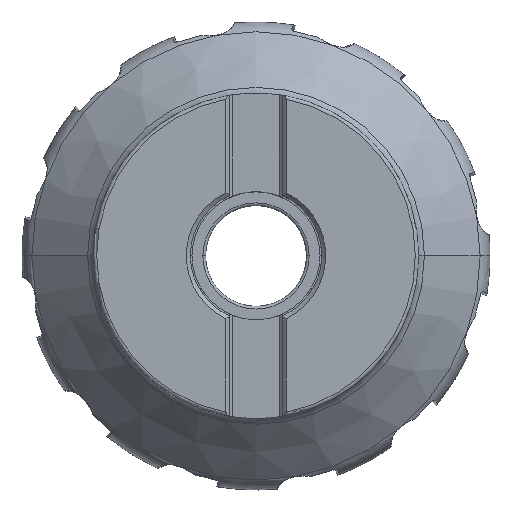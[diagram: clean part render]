
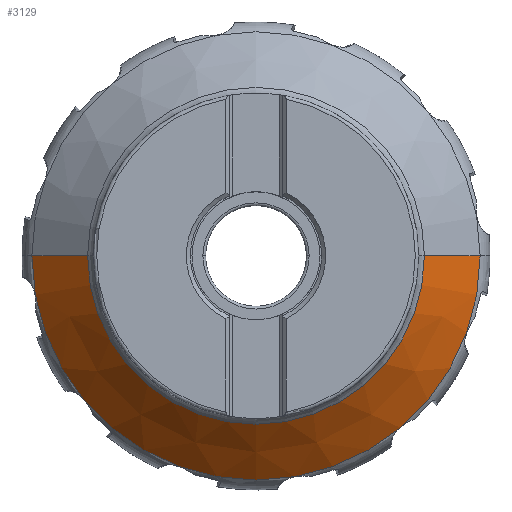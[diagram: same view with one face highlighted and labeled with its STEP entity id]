
A CAD part, top view. The second image highlights one B-rep face of the part: STEP entity #3129.
In plain terms, the highlighted conical face has half-angle 45 degrees and reference radius 58.408 mm.
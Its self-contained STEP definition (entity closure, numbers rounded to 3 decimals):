
#3129=ADVANCED_FACE('',(#4936),#3951,.T.);
#3951=CONICAL_SURFACE('',#31889,58.408,45.);
#4936=FACE_OUTER_BOUND('',#6718,.T.);
#6718=EDGE_LOOP('',(#17658,#17659,#17660,#17661));
#8364=LINE('',#93705,#9716);
#8365=LINE('',#93709,#9717);
#9716=VECTOR('',#37188,1.);
#9717=VECTOR('',#37191,1.);
#17658=ORIENTED_EDGE('',*,*,#25902,.T.);
#17659=ORIENTED_EDGE('',*,*,#26956,.F.);
#17660=ORIENTED_EDGE('',*,*,#26957,.F.);
#17661=ORIENTED_EDGE('',*,*,#26958,.T.);
#21918=VERTEX_POINT('',#51060);
#21919=VERTEX_POINT('',#51062);
#23096=VERTEX_POINT('',#93706);
#23097=VERTEX_POINT('',#93708);
#25902=EDGE_CURVE('',#21918,#21919,#28973,.T.);
#26956=EDGE_CURVE('',#23096,#21919,#8364,.T.);
#26957=EDGE_CURVE('',#23097,#23096,#29143,.T.);
#26958=EDGE_CURVE('',#23097,#21918,#8365,.T.);
#28973=CIRCLE('',#31305,66.706);
#29143=CIRCLE('',#31888,50.109);
#31305=AXIS2_PLACEMENT_3D('',#70623,#35577,#35578);
#31888=AXIS2_PLACEMENT_3D('',#93707,#37189,#37190);
#31889=AXIS2_PLACEMENT_3D('',#93710,#37192,#37193);
#35577=DIRECTION('',(0.,0.,1.));
#35578=DIRECTION('',(-1.,0.,0.));
#37188=DIRECTION('',(0.707,0.,-0.707));
#37189=DIRECTION('',(0.,0.,1.));
#37190=DIRECTION('',(-1.,0.,0.));
#37191=DIRECTION('',(-0.707,0.,-0.707));
#37192=DIRECTION('',(0.,0.,-1.));
#37193=DIRECTION('',(1.,0.,0.));
#51060=CARTESIAN_POINT('',(-66.706,0.,-38.572));
#51062=CARTESIAN_POINT('',(66.706,0.,-38.572));
#70623=CARTESIAN_POINT('',(0.,0.,-38.572));
#93705=CARTESIAN_POINT('',(66.706,0.,-38.572));
#93706=CARTESIAN_POINT('',(50.109,0.,-21.975));
#93707=CARTESIAN_POINT('',(0.,0.,-21.975));
#93708=CARTESIAN_POINT('',(-50.109,0.,-21.975));
#93709=CARTESIAN_POINT('',(-66.706,0.,-38.572));
#93710=CARTESIAN_POINT('',(0.,0.,-30.274));
